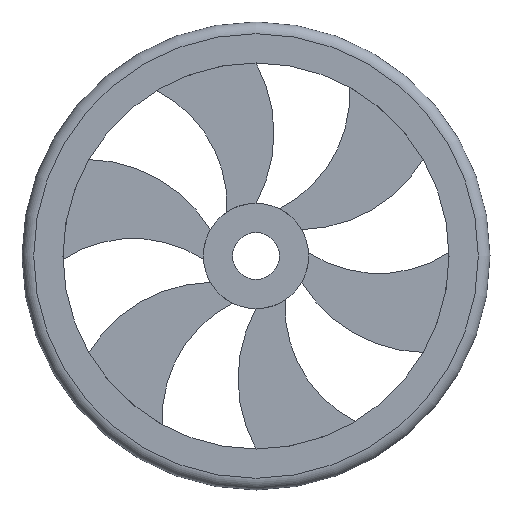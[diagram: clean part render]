
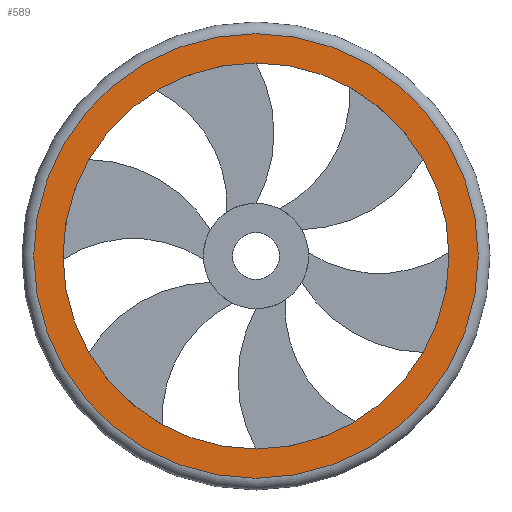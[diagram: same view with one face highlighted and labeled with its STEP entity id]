
A CAD part, front view. The second image highlights one B-rep face of the part: STEP entity #589.
In plain terms, the highlighted planar face has unit normal (0, -1, 0).
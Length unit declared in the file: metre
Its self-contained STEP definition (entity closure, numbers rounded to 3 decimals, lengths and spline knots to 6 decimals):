
#192=ORIENTED_EDGE('',*,*,#323,.F.);
#193=ORIENTED_EDGE('',*,*,#315,.T.);
#315=EDGE_CURVE('',#377,#377,#435,.T.);
#323=EDGE_CURVE('',#381,#381,#439,.T.);
#377=VERTEX_POINT('',#1062);
#381=VERTEX_POINT('',#1078);
#435=CIRCLE('',#685,0.033);
#439=CIRCLE('',#693,0.038);
#482=EDGE_LOOP('',(#192));
#483=EDGE_LOOP('',(#193));
#538=FACE_BOUND('',#482,.T.);
#539=FACE_BOUND('',#483,.T.);
#567=PLANE('',#694);
#589=ADVANCED_FACE('',(#538,#539),#567,.F.);
#685=AXIS2_PLACEMENT_3D('',#1061,#869,#870);
#693=AXIS2_PLACEMENT_3D('',#1077,#889,#890);
#694=AXIS2_PLACEMENT_3D('',#1079,#891,#892);
#869=DIRECTION('',(0.,1.,0.));
#870=DIRECTION('',(0.,0.,1.));
#889=DIRECTION('',(0.,1.,0.));
#890=DIRECTION('',(0.,0.,1.));
#891=DIRECTION('',(0.,1.,0.));
#892=DIRECTION('',(0.,0.,1.));
#1061=CARTESIAN_POINT('',(0.,-0.003,0.));
#1062=CARTESIAN_POINT('',(0.,-0.003,0.033));
#1077=CARTESIAN_POINT('',(0.,-0.003,0.));
#1078=CARTESIAN_POINT('',(0.,-0.003,0.038));
#1079=CARTESIAN_POINT('',(0.,-0.003,0.0355));
